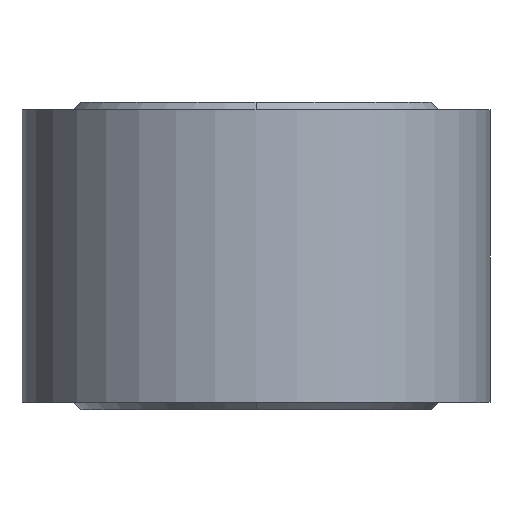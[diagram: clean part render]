
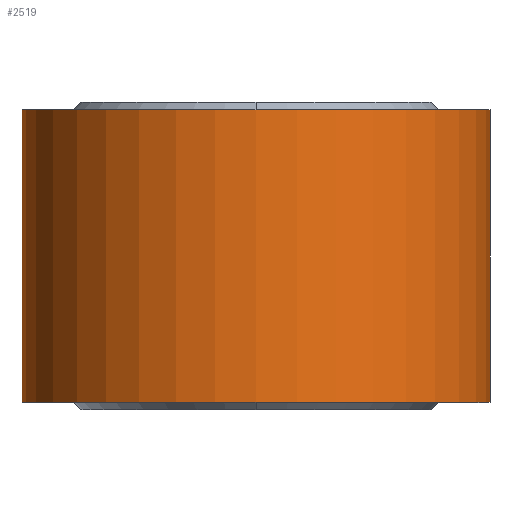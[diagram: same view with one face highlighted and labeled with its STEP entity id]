
A CAD part, left-side view. The second image highlights one B-rep face of the part: STEP entity #2519.
In plain terms, the highlighted cylindrical face has radius 16 mm (diameter 32 mm), a partial arc.
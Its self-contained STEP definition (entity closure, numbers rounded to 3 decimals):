
#267 = DIRECTION ( 'NONE',  ( 0., -1., 0. ) ) ;
#271 = CARTESIAN_POINT ( 'NONE',  ( -17.809, 16., 0. ) ) ;
#504 = CARTESIAN_POINT ( 'NONE',  ( 10., -16., 0. ) ) ;
#662 = AXIS2_PLACEMENT_3D ( 'NONE', #1381, #9434, #2528 ) ;
#818 = VERTEX_POINT ( 'NONE', #9131 ) ;
#839 = LINE ( 'NONE', #6657, #9323 ) ;
#1071 = DIRECTION ( 'NONE',  ( -1., 0., 0. ) ) ;
#1381 = CARTESIAN_POINT ( 'NONE',  ( 10., 0., 0. ) ) ;
#1440 = DIRECTION ( 'NONE',  ( -1., 0., 0. ) ) ;
#2311 = LINE ( 'NONE', #271, #10771 ) ;
#2519 = ADVANCED_FACE ( 'NONE', ( #3279 ), #5645, .T. ) ;
#2528 = DIRECTION ( 'NONE',  ( 0., -1., 0. ) ) ;
#2664 = VERTEX_POINT ( 'NONE', #12032 ) ;
#3279 = FACE_OUTER_BOUND ( 'NONE', #5672, .T. ) ;
#3523 = AXIS2_PLACEMENT_3D ( 'NONE', #7985, #1071, #9128 ) ;
#3642 = CARTESIAN_POINT ( 'NONE',  ( -10., 16., 0. ) ) ;
#4890 = DIRECTION ( 'NONE',  ( -1., 0., 0. ) ) ;
#5199 = EDGE_CURVE ( 'NONE', #11008, #2664, #839, .T. ) ;
#5645 = CYLINDRICAL_SURFACE ( 'NONE', #14484, 16. ) ;
#5672 = EDGE_LOOP ( 'NONE', ( #5905, #9809, #6205, #13736 ) ) ;
#5905 = ORIENTED_EDGE ( 'NONE', *, *, #7093, .T. ) ;
#6205 = ORIENTED_EDGE ( 'NONE', *, *, #13113, .F. ) ;
#6354 = CIRCLE ( 'NONE', #662, 16. ) ;
#6657 = CARTESIAN_POINT ( 'NONE',  ( -17.809, -16., 0. ) ) ;
#7093 = EDGE_CURVE ( 'NONE', #11008, #818, #6354, .T. ) ;
#7985 = CARTESIAN_POINT ( 'NONE',  ( -10., 0., 0. ) ) ;
#9128 = DIRECTION ( 'NONE',  ( 0., -1., 0. ) ) ;
#9131 = CARTESIAN_POINT ( 'NONE',  ( 10., 16., 0. ) ) ;
#9323 = VECTOR ( 'NONE', #14752, 1000. ) ;
#9434 = DIRECTION ( 'NONE',  ( -1., 0., 0. ) ) ;
#9809 = ORIENTED_EDGE ( 'NONE', *, *, #14211, .T. ) ;
#10771 = VECTOR ( 'NONE', #1440, 1000. ) ;
#10894 = VERTEX_POINT ( 'NONE', #3642 ) ;
#11008 = VERTEX_POINT ( 'NONE', #504 ) ;
#12032 = CARTESIAN_POINT ( 'NONE',  ( -10., -16., 0. ) ) ;
#12044 = CIRCLE ( 'NONE', #3523, 16. ) ;
#12943 = CARTESIAN_POINT ( 'NONE',  ( -17.809, 0., 0. ) ) ;
#13113 = EDGE_CURVE ( 'NONE', #2664, #10894, #12044, .T. ) ;
#13736 = ORIENTED_EDGE ( 'NONE', *, *, #5199, .F. ) ;
#14211 = EDGE_CURVE ( 'NONE', #818, #10894, #2311, .T. ) ;
#14484 = AXIS2_PLACEMENT_3D ( 'NONE', #12943, #4890, #267 ) ;
#14752 = DIRECTION ( 'NONE',  ( -1., 0., 0. ) ) ;
